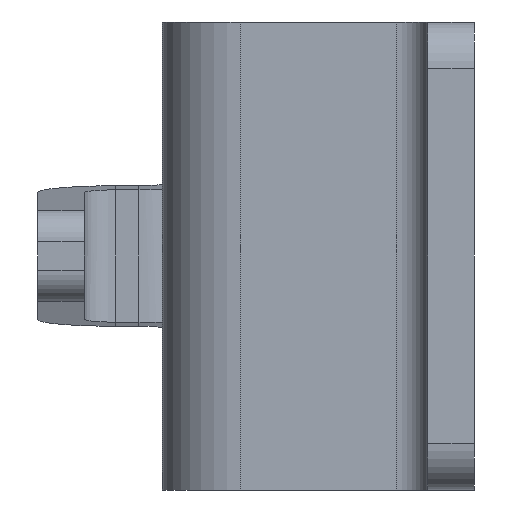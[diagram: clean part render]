
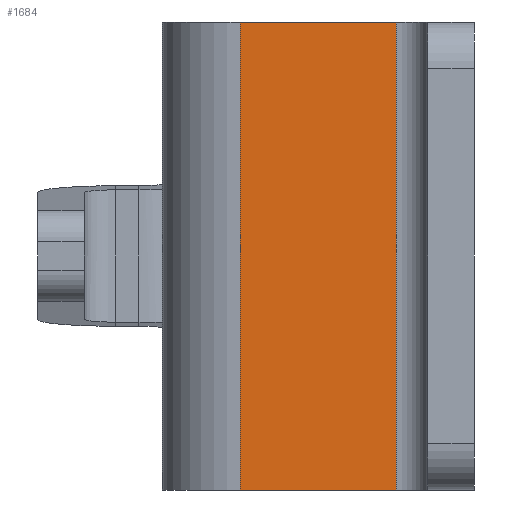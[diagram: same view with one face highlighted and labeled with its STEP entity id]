
A CAD part, left-side view. The second image highlights one B-rep face of the part: STEP entity #1684.
In plain terms, the highlighted planar face has unit normal (-1, 0, 0).
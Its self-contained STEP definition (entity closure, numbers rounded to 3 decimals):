
#232=DIRECTION('',(0.,1.,0.));
#233=VECTOR('',#232,10.);
#234=CARTESIAN_POINT('',(-303.,5.,15.));
#235=LINE('',#234,#233);
#457=DIRECTION('',(0.,0.,1.));
#458=VECTOR('',#457,30.);
#459=CARTESIAN_POINT('',(-303.,5.,-15.));
#460=LINE('',#459,#458);
#461=DIRECTION('',(0.,1.,0.));
#462=VECTOR('',#461,10.);
#463=CARTESIAN_POINT('',(-303.,5.,-15.));
#464=LINE('',#463,#462);
#469=DIRECTION('',(0.,0.,-1.));
#470=VECTOR('',#469,30.);
#471=CARTESIAN_POINT('',(-303.,15.,15.));
#472=LINE('',#471,#470);
#886=CARTESIAN_POINT('',(-303.,15.,-15.));
#888=VERTEX_POINT('',#886);
#889=CARTESIAN_POINT('',(-303.,5.,-15.));
#890=VERTEX_POINT('',#889);
#919=CARTESIAN_POINT('',(-303.,5.,15.));
#920=VERTEX_POINT('',#919);
#921=CARTESIAN_POINT('',(-303.,15.,15.));
#922=VERTEX_POINT('',#921);
#1672=CARTESIAN_POINT('',(-303.,20.,-15.));
#1673=DIRECTION('',(-1.,0.,0.));
#1674=DIRECTION('',(0.,-1.,0.));
#1675=AXIS2_PLACEMENT_3D('',#1672,#1673,#1674);
#1676=PLANE('',#1675);
#1678=ORIENTED_EDGE('',*,*,#1677,.F.);
#1679=ORIENTED_EDGE('',*,*,#1410,.F.);
#1680=ORIENTED_EDGE('',*,*,#1666,.F.);
#1681=ORIENTED_EDGE('',*,*,#1302,.T.);
#1682=EDGE_LOOP('',(#1678,#1679,#1680,#1681));
#1683=FACE_OUTER_BOUND('',#1682,.F.);
#1684=ADVANCED_FACE('',(#1683),#1676,.T.);
#1302=EDGE_CURVE('',#890,#888,#464,.T.);
#1410=EDGE_CURVE('',#920,#922,#235,.T.);
#1666=EDGE_CURVE('',#890,#920,#460,.T.);
#1677=EDGE_CURVE('',#922,#888,#472,.T.);
